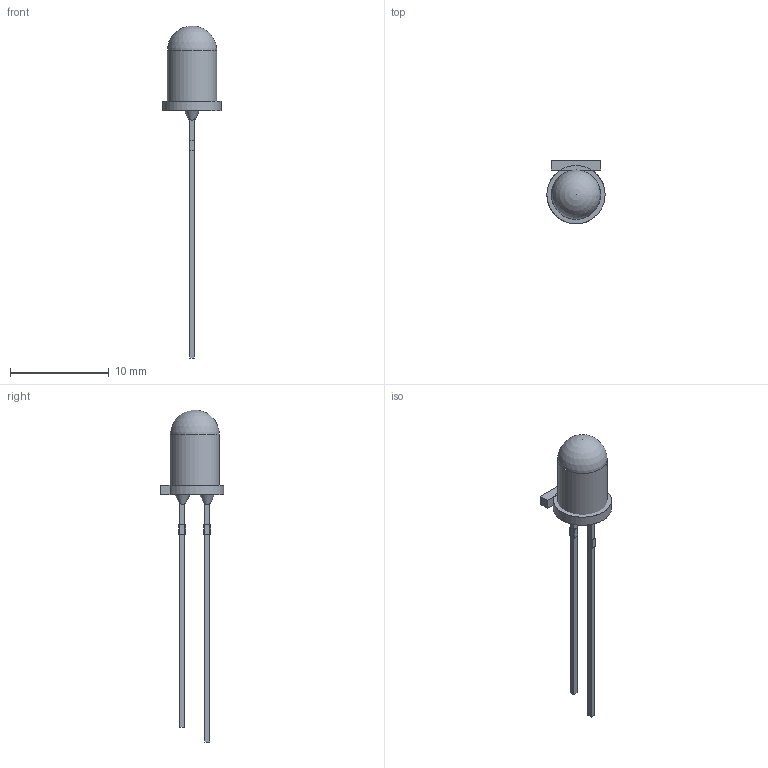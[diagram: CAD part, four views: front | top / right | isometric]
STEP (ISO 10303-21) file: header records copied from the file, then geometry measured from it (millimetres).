
FILE_DESCRIPTION(('FreeCAD Model'),'2;1');
FILE_NAME('T1_34.stp','2019-08-31T20:02:11',('Author'),('' ),'Open CASCADE STEP processor 7.3','FreeCAD','Unknown');
FILE_SCHEMA(('AUTOMOTIVE_DESIGN { 1 0 10303 214 1 1 1 1 }'));
Length unit declared in the file: millimetre
Products named in the file (14): T1_3/4; Base_cylinder; Dome; Encapsulant; Cathode_flat; Base; Anode; Cathode; Cathode_bond; Anode_bond; Anode_Lead; Cathode_Lead; Anode_group; Cathode_group
Assembly tree (13 placements, depth 2):
  T1_3/4
    Base_cylinder
    Dome
    Encapsulant
    Cathode_flat
    Base
    Anode
    Cathode
    Cathode_bond
    Anode_bond
    Anode_Lead
    Cathode_Lead
    Anode_group
    Cathode_group
Bounding box: 5.9 x 6.45 x 33.6 mm (x, y, z)
Volume: 272.8 mm3; surface area: 606.5 mm2
Topology: 13 solids, 13 shells, 102 faces, 202 edges, 126 vertices
Faces by surface type: plane 93, cylinder 4, cone 4, sphere 1
Full cylindrical faces by diameter (mm): 5 x1, 5.9 x1
Entity records: 5923 total; most frequent: CARTESIAN_POINT 1024, DIRECTION 799, LINE 491, VECTOR 491, ORIENTED_EDGE 398, PCURVE 398, DEFINITIONAL_REPRESENTATION 398, EDGE_CURVE 199
